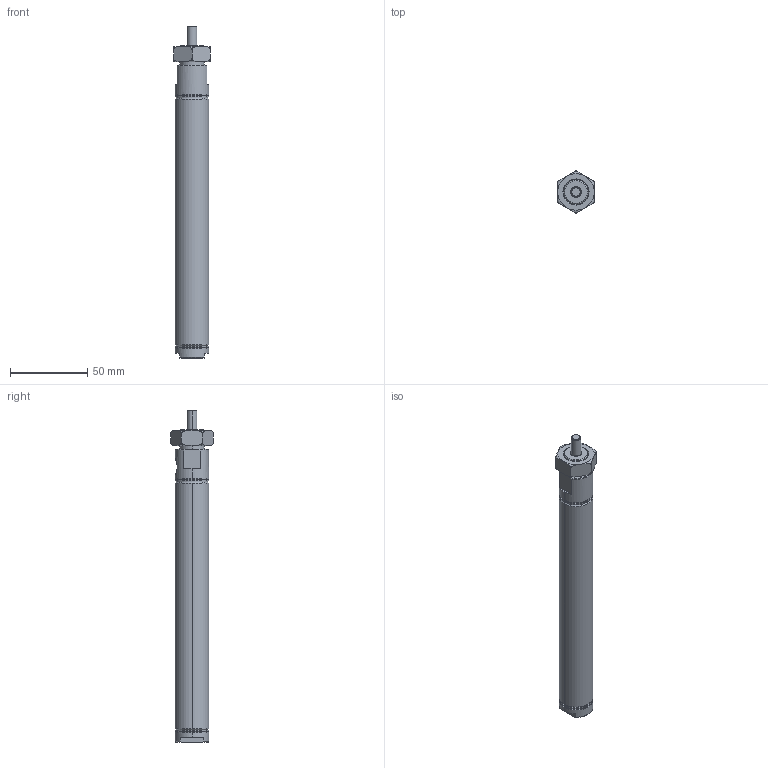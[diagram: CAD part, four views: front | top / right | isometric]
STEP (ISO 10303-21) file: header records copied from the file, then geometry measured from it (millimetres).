
FILE_DESCRIPTION(/* description */ (''),/* implementation_level */ '2;1');
FILE_NAME(/* name */ 'Pneu_PneuCylinder_NCDMB075-0500C.iam.stp',/* time_stamp */ '2016-01-07T16:51:01-08:00',/* author */ ('Autodesk Inc.'),/* organization */ ('Autodesk Inc.'),/* preprocessor_version */ 'ST-DEVELOPER v16.1',/* originating_system */ 'Autodesk Inventor 2016',/* authorisation */ '');
FILE_SCHEMA (('AUTOMOTIVE_DESIGN { 1 0 10303 214 3 1 1 }'));
Length unit declared in the file: millimetre
Products named in the file (4): NCDMB075-0500C_1; NCDMB075-0500C_2; NCDMB075-0500C_3; Pneu_PneuCylinder_NCDMB075-0500C
Assembly tree (3 placements, depth 2):
  Pneu_PneuCylinder_NCDMB075-0500C
    NCDMB075-0500C_1
    NCDMB075-0500C_2
    NCDMB075-0500C_3
Bounding box: 23.88 x 27.57 x 215.14 mm (x, y, z)
Volume: 40790.4 mm3; surface area: 31142.8 mm2
Topology: 3 solids, 3 shells, 103 faces, 230 edges, 145 vertices
Faces by surface type: cylinder 39, plane 35, cone 25, torus 4
Entity records: 3491 total; most frequent: CARTESIAN_POINT 1066, DIRECTION 531, ORIENTED_EDGE 460, EDGE_CURVE 230, AXIS2_PLACEMENT_3D 224, VERTEX_POINT 145, EDGE_LOOP 121, CIRCLE 114
